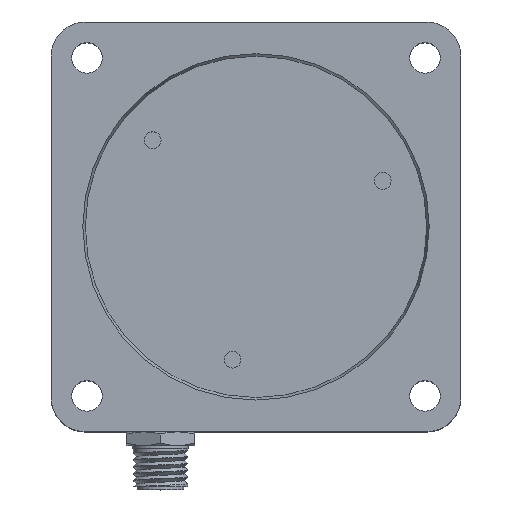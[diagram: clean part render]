
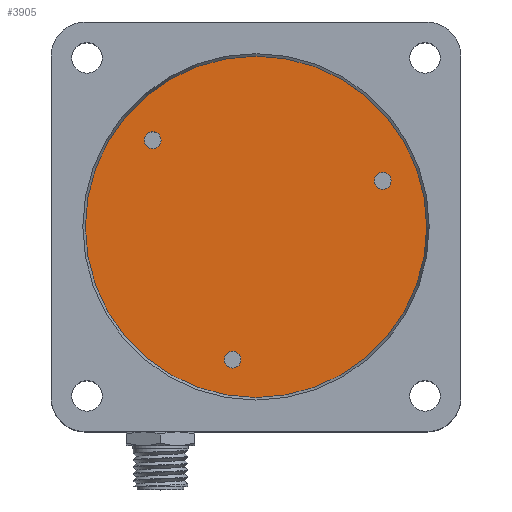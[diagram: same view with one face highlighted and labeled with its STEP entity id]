
A CAD part, top view. The second image highlights one B-rep face of the part: STEP entity #3905.
In plain terms, the highlighted planar face has unit normal (0, 0, 1).
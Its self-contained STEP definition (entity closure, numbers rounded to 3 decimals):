
#183=FACE_BOUND('',#777,.T.);
#184=FACE_BOUND('',#778,.T.);
#185=FACE_BOUND('',#779,.T.);
#442=PLANE('',#4155);
#555=FACE_OUTER_BOUND('',#776,.T.);
#776=EDGE_LOOP('',(#2698,#2699));
#777=EDGE_LOOP('',(#2700));
#778=EDGE_LOOP('',(#2701));
#779=EDGE_LOOP('',(#2702));
#1561=CIRCLE('',#4156,25.);
#1562=CIRCLE('',#4157,25.);
#1563=CIRCLE('',#4158,1.23);
#1564=CIRCLE('',#4159,1.23);
#1565=CIRCLE('',#4160,1.23);
#1740=VERTEX_POINT('',#5615);
#1741=VERTEX_POINT('',#5616);
#1742=VERTEX_POINT('',#5619);
#1743=VERTEX_POINT('',#5621);
#1744=VERTEX_POINT('',#5623);
#2125=EDGE_CURVE('',#1740,#1741,#1561,.T.);
#2126=EDGE_CURVE('',#1741,#1740,#1562,.T.);
#2127=EDGE_CURVE('',#1742,#1742,#1563,.T.);
#2128=EDGE_CURVE('',#1743,#1743,#1564,.T.);
#2129=EDGE_CURVE('',#1744,#1744,#1565,.T.);
#2698=ORIENTED_EDGE('',*,*,#2125,.F.);
#2699=ORIENTED_EDGE('',*,*,#2126,.F.);
#2700=ORIENTED_EDGE('',*,*,#2127,.T.);
#2701=ORIENTED_EDGE('',*,*,#2128,.T.);
#2702=ORIENTED_EDGE('',*,*,#2129,.T.);
#3905=ADVANCED_FACE('',(#555,#183,#184,#185),#442,.F.);
#4155=AXIS2_PLACEMENT_3D('',#5614,#4565,#4566);
#4156=AXIS2_PLACEMENT_3D('',#5617,#4567,#4568);
#4157=AXIS2_PLACEMENT_3D('',#5618,#4569,#4570);
#4158=AXIS2_PLACEMENT_3D('',#5620,#4571,#4572);
#4159=AXIS2_PLACEMENT_3D('',#5622,#4573,#4574);
#4160=AXIS2_PLACEMENT_3D('',#5624,#4575,#4576);
#4565=DIRECTION('center_axis',(0.,0.,-1.));
#4566=DIRECTION('ref_axis',(-1.,0.,0.));
#4567=DIRECTION('center_axis',(0.,0.,-1.));
#4568=DIRECTION('ref_axis',(-1.,0.,0.));
#4569=DIRECTION('center_axis',(0.,0.,-1.));
#4570=DIRECTION('ref_axis',(-1.,0.,0.));
#4571=DIRECTION('center_axis',(0.,0.,-1.));
#4572=DIRECTION('ref_axis',(-1.,0.,0.));
#4573=DIRECTION('center_axis',(0.,0.,-1.));
#4574=DIRECTION('ref_axis',(-1.,0.,0.));
#4575=DIRECTION('center_axis',(0.,0.,-1.));
#4576=DIRECTION('ref_axis',(-1.,0.,0.));
#5614=CARTESIAN_POINT('Origin',(0.,0.,
70.8));
#5615=CARTESIAN_POINT('',(0.,25.,70.8));
#5616=CARTESIAN_POINT('',(0.,-25.,70.8));
#5617=CARTESIAN_POINT('Origin',(0.,0.,
70.8));
#5618=CARTESIAN_POINT('Origin',(0.,0.,
70.8));
#5619=CARTESIAN_POINT('',(19.788,6.755,70.8));
#5620=CARTESIAN_POINT('Origin',(18.559,6.755,70.8));
#5621=CARTESIAN_POINT('',(-2.2,-19.45,70.8));
#5622=CARTESIAN_POINT('Origin',(-3.43,-19.45,70.8));
#5623=CARTESIAN_POINT('',(-13.9,12.695,70.8));
#5624=CARTESIAN_POINT('Origin',(-15.129,12.695,70.8));
